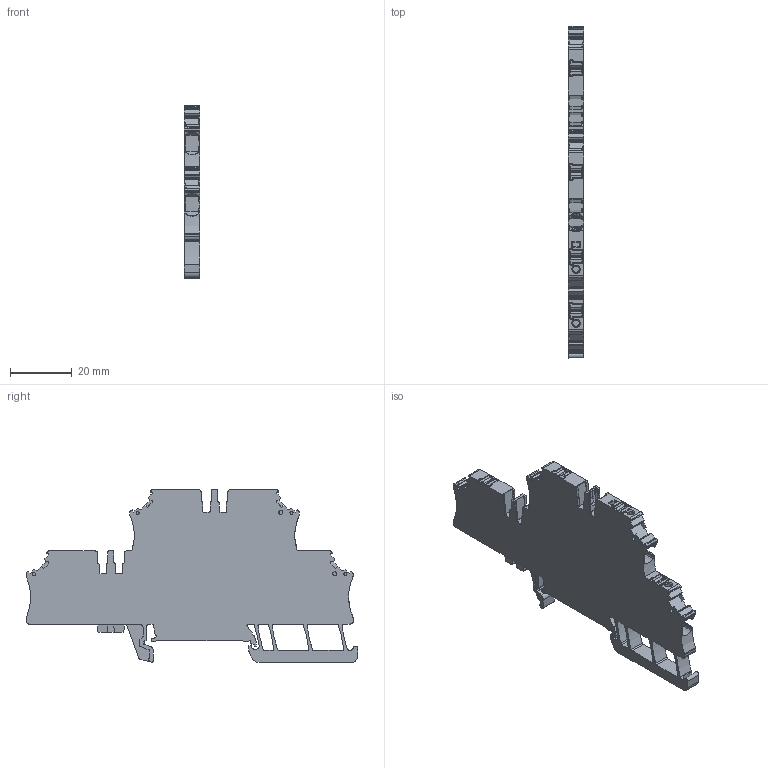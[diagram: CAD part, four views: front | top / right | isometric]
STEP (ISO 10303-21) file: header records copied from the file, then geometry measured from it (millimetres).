
FILE_DESCRIPTION(('CATIA V5 STEP Exchange','CAx-IF Rec.Pracs.--- Model Styling and Organization---1.4--- 2014-01-23'),'2;1');
FILE_NAME ('1870995-2_0', '2024-03-08T08:35:46+00:00', ('none'), ('Weidmueller'), 'CATIA Version 5-6 Release 2016 SP3 HF44', 'CATIA V5 STEP AP214', 'none');
FILE_SCHEMA(('AUTOMOTIVE_DESIGN { 1 0 10303 214 1 1 1 1 }'));
Products named in the file (1): 2938210000
Bounding box: 5.1 x 107.58 x 56.05 mm (x, y, z)
Volume: 17609.3 mm3; surface area: 11698.9 mm2
Topology: 5 solids, 5 shells, 1276 faces, 3559 edges, 2298 vertices
Faces by surface type: plane 522, cylinder 472, extrusion 167, bspline 58, cone 32, sphere 18, torus 7
Entity records: 47472 total; most frequent: CARTESIAN_POINT 17027, ORIENTED_EDGE 7082, DIRECTION 4825, EDGE_CURVE 3541, VERTEX_POINT 2298, VECTOR 2278, LINE 2111, AXIS2_PLACEMENT_3D 1627
